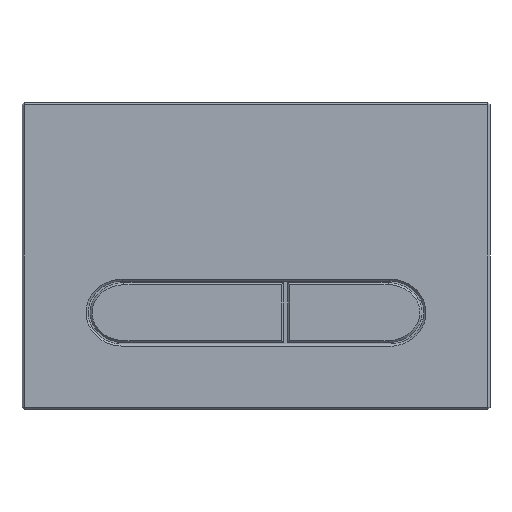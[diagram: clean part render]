
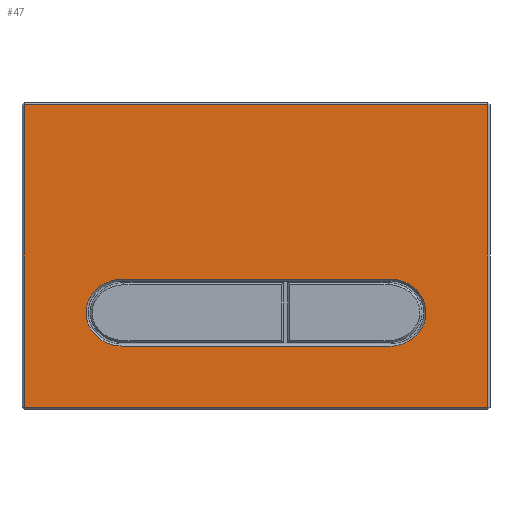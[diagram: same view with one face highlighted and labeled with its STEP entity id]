
A CAD part, front view. The second image highlights one B-rep face of the part: STEP entity #47.
In plain terms, the highlighted planar face has unit normal (0, -1, 0).
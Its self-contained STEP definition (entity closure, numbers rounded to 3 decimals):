
#11=FACE_BOUND('',#254,.T.);
#47=ADVANCED_FACE('',(#150,#11),#1609,.T.);
#150=FACE_OUTER_BOUND('',#253,.T.);
#253=EDGE_LOOP('',(#417,#418,#419,#420));
#254=EDGE_LOOP('',(#421,#422,#423,#424));
#417=ORIENTED_EDGE('',*,*,#918,.T.);
#418=ORIENTED_EDGE('',*,*,#919,.T.);
#419=ORIENTED_EDGE('',*,*,#920,.T.);
#420=ORIENTED_EDGE('',*,*,#921,.T.);
#421=ORIENTED_EDGE('',*,*,#952,.T.);
#422=ORIENTED_EDGE('',*,*,#922,.T.);
#423=ORIENTED_EDGE('',*,*,#923,.T.);
#424=ORIENTED_EDGE('',*,*,#924,.T.);
#918=EDGE_CURVE('',#1443,#1444,#1203,.T.);
#919=EDGE_CURVE('',#1444,#1445,#1204,.T.);
#920=EDGE_CURVE('',#1445,#1446,#1205,.T.);
#921=EDGE_CURVE('',#1446,#1443,#1206,.T.);
#922=EDGE_CURVE('',#1447,#1448,#1207,.T.);
#923=EDGE_CURVE('',#1448,#1449,#1208,.T.);
#924=EDGE_CURVE('',#1449,#1450,#1209,.T.);
#952=EDGE_CURVE('',#1450,#1447,#1233,.T.);
#1203=B_SPLINE_CURVE_WITH_KNOTS('',1,(#2263,#2264),.UNSPECIFIED.,.F.,.F.,
(2,2),(-228.681,-1.),.UNSPECIFIED.);
#1204=B_SPLINE_CURVE_WITH_KNOTS('',1,(#2265,#2266),.UNSPECIFIED.,.F.,.F.,
(2,2),(-149.681,-1.),.UNSPECIFIED.);
#1205=B_SPLINE_CURVE_WITH_KNOTS('',1,(#2267,#2268),.UNSPECIFIED.,.F.,.F.,
(2,2),(-228.681,-1.),.UNSPECIFIED.);
#1206=B_SPLINE_CURVE_WITH_KNOTS('',1,(#2269,#2270),.UNSPECIFIED.,.F.,.F.,
(2,2),(-149.681,-1.),.UNSPECIFIED.);
#1207=B_SPLINE_CURVE_WITH_KNOTS('',1,(#2271,#2272),.UNSPECIFIED.,.F.,.F.,
(2,2),(-0.004,131.158),.UNSPECIFIED.);
#1208=B_SPLINE_CURVE_WITH_KNOTS('',3,(#2273,#2274,#2275,#2276,#2277,#2278,
#2279,#2280,#2281,#2282,#2283,#2284,#2285,#2286,#2287,#2288,#2289,#2290,
#2291,#2292,#2293,#2294,#2295,#2296,#2297,#2298,#2299,#2300,#2301,#2302,
#2303,#2304,#2305,#2306,#2307,#2308,#2309,#2310,#2311,#2312,#2313,#2314,
#2315,#2316,#2317,#2318),.UNSPECIFIED.,.F.,.F.,(4,3,3,3,3,3,3,3,3,3,3,3,
3,3,3,4),(-53.833,-53.829,-50.156,-46.484,
-39.599,-36.272,-32.944,-29.929,
-26.914,-23.9,-20.885,-17.557,
-14.229,-7.345,0.,0.004),
 .UNSPECIFIED.);
#1209=B_SPLINE_CURVE_WITH_KNOTS('',1,(#2319,#2320),.UNSPECIFIED.,.F.,.F.,
(2,2),(-0.004,131.158),.UNSPECIFIED.);
#1233=B_SPLINE_CURVE_WITH_KNOTS('',3,(#2403,#2404,#2405,#2406,#2407,#2408,
#2409,#2410,#2411,#2412,#2413,#2414,#2415,#2416,#2417,#2418,#2419,#2420,
#2421,#2422,#2423,#2424),.UNSPECIFIED.,.F.,.F.,(4,3,1,1,1,1,1,1,1,1,1,1,
1,1,3,4),(-53.832,-53.828,-50.156,-46.484,
-39.599,-36.271,-32.944,-29.929,
-26.914,-23.899,-20.885,-17.557,
-14.229,-7.345,0.,0.004),
 .UNSPECIFIED.);
#1443=VERTEX_POINT('',#2209);
#1444=VERTEX_POINT('',#2210);
#1445=VERTEX_POINT('',#2211);
#1446=VERTEX_POINT('',#2212);
#1447=VERTEX_POINT('',#2213);
#1448=VERTEX_POINT('',#2214);
#1449=VERTEX_POINT('',#2215);
#1450=VERTEX_POINT('',#2216);
#1609=PLANE('',#1716);
#1716=AXIS2_PLACEMENT_3D('',#2063,#1806,$);
#1806=DIRECTION('',(0.,-1.,0.));
#2063=CARTESIAN_POINT('',(-4.492,-0.625,0.031));
#2209=CARTESIAN_POINT('',(4.482,-0.625,5.895));
#2210=CARTESIAN_POINT('',(-4.482,-0.625,5.895));
#2211=CARTESIAN_POINT('',(-4.482,-0.625,0.041));
#2212=CARTESIAN_POINT('',(4.482,-0.625,0.041));
#2213=CARTESIAN_POINT('',(-2.582,-0.625,2.522));
#2214=CARTESIAN_POINT('',(2.582,-0.625,2.522));
#2215=CARTESIAN_POINT('',(2.582,-0.625,1.225));
#2216=CARTESIAN_POINT('',(-2.582,-0.625,1.225));
#2263=CARTESIAN_POINT('',(4.482,-0.625,5.895));
#2264=CARTESIAN_POINT('',(-4.482,-0.625,5.895));
#2265=CARTESIAN_POINT('',(-4.482,-0.625,5.895));
#2266=CARTESIAN_POINT('',(-4.482,-0.625,0.041));
#2267=CARTESIAN_POINT('',(-4.482,-0.625,0.041));
#2268=CARTESIAN_POINT('',(4.482,-0.625,0.041));
#2269=CARTESIAN_POINT('',(4.482,-0.625,0.041));
#2270=CARTESIAN_POINT('',(4.482,-0.625,5.895));
#2271=CARTESIAN_POINT('',(-2.582,-0.625,2.522));
#2272=CARTESIAN_POINT('',(2.582,-0.625,2.522));
#2273=CARTESIAN_POINT('',(2.582,-0.625,2.522));
#2274=CARTESIAN_POINT('',(2.582,-0.625,2.522));
#2275=CARTESIAN_POINT('',(2.582,-0.625,2.522));
#2276=CARTESIAN_POINT('',(2.582,-0.625,2.522));
#2277=CARTESIAN_POINT('',(2.63,-0.625,2.522));
#2278=CARTESIAN_POINT('',(2.678,-0.625,2.517));
#2279=CARTESIAN_POINT('',(2.726,-0.625,2.507));
#2280=CARTESIAN_POINT('',(2.773,-0.625,2.498));
#2281=CARTESIAN_POINT('',(2.819,-0.625,2.484));
#2282=CARTESIAN_POINT('',(2.864,-0.625,2.466));
#2283=CARTESIAN_POINT('',(2.948,-0.625,2.432));
#2284=CARTESIAN_POINT('',(3.025,-0.625,2.382));
#2285=CARTESIAN_POINT('',(3.09,-0.625,2.319));
#2286=CARTESIAN_POINT('',(3.121,-0.625,2.289));
#2287=CARTESIAN_POINT('',(3.15,-0.625,2.256));
#2288=CARTESIAN_POINT('',(3.175,-0.625,2.22));
#2289=CARTESIAN_POINT('',(3.199,-0.625,2.184));
#2290=CARTESIAN_POINT('',(3.221,-0.625,2.145));
#2291=CARTESIAN_POINT('',(3.237,-0.625,2.105));
#2292=CARTESIAN_POINT('',(3.253,-0.625,2.068));
#2293=CARTESIAN_POINT('',(3.264,-0.625,2.03));
#2294=CARTESIAN_POINT('',(3.272,-0.625,1.992));
#2295=CARTESIAN_POINT('',(3.28,-0.625,1.953));
#2296=CARTESIAN_POINT('',(3.284,-0.625,1.913));
#2297=CARTESIAN_POINT('',(3.284,-0.625,1.874));
#2298=CARTESIAN_POINT('',(3.284,-0.625,1.834));
#2299=CARTESIAN_POINT('',(3.28,-0.625,1.795));
#2300=CARTESIAN_POINT('',(3.272,-0.625,1.756));
#2301=CARTESIAN_POINT('',(3.264,-0.625,1.717));
#2302=CARTESIAN_POINT('',(3.253,-0.625,1.679));
#2303=CARTESIAN_POINT('',(3.237,-0.625,1.642));
#2304=CARTESIAN_POINT('',(3.221,-0.625,1.602));
#2305=CARTESIAN_POINT('',(3.199,-0.625,1.564));
#2306=CARTESIAN_POINT('',(3.175,-0.625,1.528));
#2307=CARTESIAN_POINT('',(3.15,-0.625,1.492));
#2308=CARTESIAN_POINT('',(3.121,-0.625,1.458));
#2309=CARTESIAN_POINT('',(3.09,-0.625,1.428));
#2310=CARTESIAN_POINT('',(3.025,-0.625,1.365));
#2311=CARTESIAN_POINT('',(2.948,-0.625,1.316));
#2312=CARTESIAN_POINT('',(2.864,-0.625,1.281));
#2313=CARTESIAN_POINT('',(2.775,-0.625,1.245));
#2314=CARTESIAN_POINT('',(2.678,-0.625,1.226));
#2315=CARTESIAN_POINT('',(2.582,-0.625,1.225));
#2316=CARTESIAN_POINT('',(2.582,-0.625,1.225));
#2317=CARTESIAN_POINT('',(2.582,-0.625,1.225));
#2318=CARTESIAN_POINT('',(2.582,-0.625,1.225));
#2319=CARTESIAN_POINT('',(2.582,-0.625,1.225));
#2320=CARTESIAN_POINT('',(-2.582,-0.625,1.225));
#2403=CARTESIAN_POINT('',(-2.582,-0.625,1.225));
#2404=CARTESIAN_POINT('',(-2.582,-0.625,1.225));
#2405=CARTESIAN_POINT('',(-2.582,-0.625,1.225));
#2406=CARTESIAN_POINT('',(-2.582,-0.625,1.225));
#2407=CARTESIAN_POINT('',(-2.63,-0.625,1.226));
#2408=CARTESIAN_POINT('',(-2.727,-0.625,1.236));
#2409=CARTESIAN_POINT('',(-2.906,-0.625,1.289));
#2410=CARTESIAN_POINT('',(-3.063,-0.625,1.389));
#2411=CARTESIAN_POINT('',(-3.178,-0.625,1.525));
#2412=CARTESIAN_POINT('',(-3.24,-0.625,1.637));
#2413=CARTESIAN_POINT('',(-3.276,-0.625,1.755));
#2414=CARTESIAN_POINT('',(-3.288,-0.625,1.874));
#2415=CARTESIAN_POINT('',(-3.276,-0.625,1.992));
#2416=CARTESIAN_POINT('',(-3.24,-0.625,2.11));
#2417=CARTESIAN_POINT('',(-3.178,-0.625,2.222));
#2418=CARTESIAN_POINT('',(-3.063,-0.625,2.358));
#2419=CARTESIAN_POINT('',(-2.865,-0.625,2.485));
#2420=CARTESIAN_POINT('',(-2.678,-0.625,2.521));
#2421=CARTESIAN_POINT('',(-2.582,-0.625,2.522));
#2422=CARTESIAN_POINT('',(-2.582,-0.625,2.522));
#2423=CARTESIAN_POINT('',(-2.582,-0.625,2.522));
#2424=CARTESIAN_POINT('',(-2.582,-0.625,2.522));
